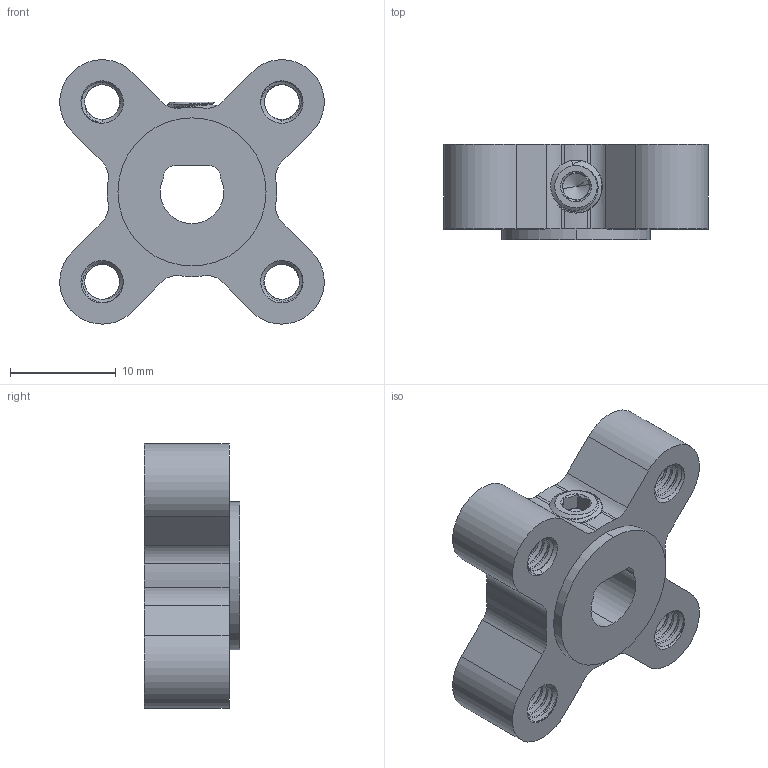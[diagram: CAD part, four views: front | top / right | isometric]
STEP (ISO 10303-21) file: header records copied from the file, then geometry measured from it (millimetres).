
FILE_DESCRIPTION (( 'STEP AP203' ), '1' );
FILE_NAME ('1303-0024-0006 assembly.STEP', '2017-04-12T15:57:13', ( '' ), ( '' ), 'SwSTEP 2.0', 'SolidWorks 2016', '' );
FILE_SCHEMA (( 'CONFIG_CONTROL_DESIGN' ));
Length unit declared in the file: millimetre
Products named in the file (3): 1303-0024-0006 assembly; 2806-0005-0006_91390A118; 1303-0024-0006
Assembly tree (2 placements, depth 2):
  1303-0024-0006 assembly
    1303-0024-0006
    2806-0005-0006_91390A118
Bounding box: 24.96 x 9 x 24.96 mm (x, y, z)
Volume: 3102.6 mm3; surface area: 2632.6 mm2
Topology: 2 solids, 2 shells, 343 faces, 977 edges, 635 vertices
Faces by surface type: cylinder 262, cone 40, plane 26, bspline 15
Entity records: 26869 total; most frequent: CARTESIAN_POINT 19113, ORIENTED_EDGE 1946, DIRECTION 1228, EDGE_CURVE 973, VERTEX_POINT 635, AXIS2_PLACEMENT_3D 453, EDGE_LOOP 356, FACE_OUTER_BOUND 343
